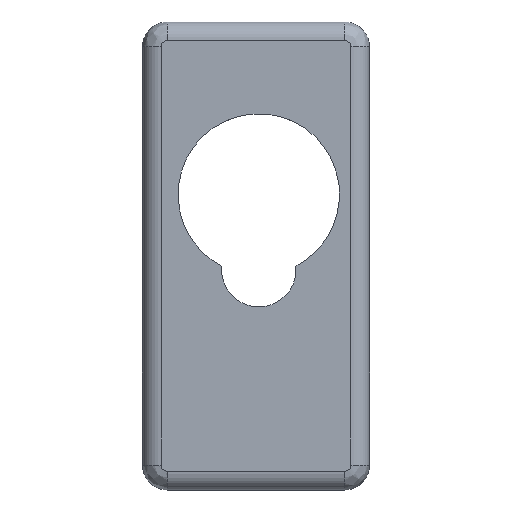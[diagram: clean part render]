
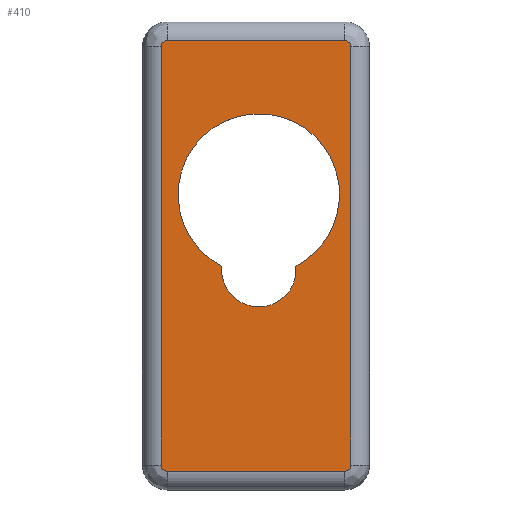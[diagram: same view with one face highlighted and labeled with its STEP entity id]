
A CAD part, top view. The second image highlights one B-rep face of the part: STEP entity #410.
In plain terms, the highlighted planar face has unit normal (0, 0, 1).
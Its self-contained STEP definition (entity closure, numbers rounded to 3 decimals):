
#15=FACE_BOUND('',#71,.T.);
#20=PLANE('',#451);
#45=FACE_OUTER_BOUND('',#70,.T.);
#70=EDGE_LOOP('',(#320,#321,#322,#323,#324,#325,#326,#327));
#71=EDGE_LOOP('',(#328,#329));
#87=LINE('',#605,#121);
#88=LINE('',#624,#122);
#90=LINE('',#644,#124);
#92=LINE('',#664,#126);
#121=VECTOR('',#479,10.);
#122=VECTOR('',#490,10.);
#124=VECTOR('',#502,10.);
#126=VECTOR('',#514,10.);
#157=CIRCLE('',#429,0.5);
#161=CIRCLE('',#434,0.5);
#165=CIRCLE('',#439,0.5);
#168=CIRCLE('',#443,0.5);
#172=CIRCLE('',#452,3.);
#173=CIRCLE('',#453,6.5);
#178=VERTEX_POINT('',#598);
#181=VERTEX_POINT('',#603);
#183=VERTEX_POINT('',#616);
#185=VERTEX_POINT('',#622);
#187=VERTEX_POINT('',#636);
#189=VERTEX_POINT('',#642);
#191=VERTEX_POINT('',#656);
#193=VERTEX_POINT('',#662);
#199=VERTEX_POINT('',#696);
#200=VERTEX_POINT('',#697);
#217=EDGE_CURVE('',#181,#178,#87,.T.);
#219=EDGE_CURVE('',#183,#181,#157,.T.);
#222=EDGE_CURVE('',#185,#183,#88,.T.);
#225=EDGE_CURVE('',#187,#185,#161,.T.);
#228=EDGE_CURVE('',#189,#187,#90,.T.);
#231=EDGE_CURVE('',#191,#189,#165,.T.);
#234=EDGE_CURVE('',#193,#191,#92,.T.);
#236=EDGE_CURVE('',#178,#193,#168,.T.);
#247=EDGE_CURVE('',#199,#200,#172,.T.);
#248=EDGE_CURVE('',#200,#199,#173,.T.);
#320=ORIENTED_EDGE('',*,*,#217,.F.);
#321=ORIENTED_EDGE('',*,*,#219,.F.);
#322=ORIENTED_EDGE('',*,*,#222,.F.);
#323=ORIENTED_EDGE('',*,*,#225,.F.);
#324=ORIENTED_EDGE('',*,*,#228,.F.);
#325=ORIENTED_EDGE('',*,*,#231,.F.);
#326=ORIENTED_EDGE('',*,*,#234,.F.);
#327=ORIENTED_EDGE('',*,*,#236,.F.);
#328=ORIENTED_EDGE('',*,*,#247,.T.);
#329=ORIENTED_EDGE('',*,*,#248,.T.);
#410=ADVANCED_FACE('',(#45,#15),#20,.T.);
#429=AXIS2_PLACEMENT_3D('',#618,#482,#483);
#434=AXIS2_PLACEMENT_3D('',#638,#494,#495);
#439=AXIS2_PLACEMENT_3D('',#658,#506,#507);
#443=AXIS2_PLACEMENT_3D('',#675,#516,#517);
#451=AXIS2_PLACEMENT_3D('',#695,#539,#540);
#452=AXIS2_PLACEMENT_3D('',#698,#541,#542);
#453=AXIS2_PLACEMENT_3D('',#699,#543,#544);
#479=DIRECTION('',(-1.,0.,0.));
#482=DIRECTION('center_axis',(0.,0.,-1.));
#483=DIRECTION('ref_axis',(0.707,-0.707,0.));
#490=DIRECTION('',(0.,-1.,0.));
#494=DIRECTION('center_axis',(0.,0.,-1.));
#495=DIRECTION('ref_axis',(0.707,0.707,0.));
#502=DIRECTION('',(1.,0.,0.));
#506=DIRECTION('center_axis',(0.,0.,-1.));
#507=DIRECTION('ref_axis',(-0.707,0.707,0.));
#514=DIRECTION('',(0.,1.,0.));
#516=DIRECTION('center_axis',(0.,0.,-1.));
#517=DIRECTION('ref_axis',(-0.707,-0.707,0.));
#539=DIRECTION('center_axis',(0.,0.,1.));
#540=DIRECTION('ref_axis',(-1.,0.,0.));
#541=DIRECTION('center_axis',(0.,0.,-1.));
#542=DIRECTION('ref_axis',(-1.,0.,0.));
#543=DIRECTION('center_axis',(0.,0.,-1.));
#544=DIRECTION('ref_axis',(-1.,0.,0.));
#598=CARTESIAN_POINT('',(-7.364,-21.848,35.79));
#603=CARTESIAN_POINT('',(6.917,-21.848,35.79));
#605=CARTESIAN_POINT('',(-3.794,-21.848,35.79));
#616=CARTESIAN_POINT('',(7.417,-21.348,35.79));
#618=CARTESIAN_POINT('Origin',(6.917,-21.348,35.79));
#622=CARTESIAN_POINT('',(7.417,12.325,35.79));
#624=CARTESIAN_POINT('',(7.417,-12.929,35.79));
#636=CARTESIAN_POINT('',(6.917,12.825,35.79));
#638=CARTESIAN_POINT('Origin',(6.917,12.325,35.79));
#642=CARTESIAN_POINT('',(-7.364,12.825,35.79));
#644=CARTESIAN_POINT('',(3.346,12.825,35.79));
#656=CARTESIAN_POINT('',(-7.864,12.325,35.79));
#658=CARTESIAN_POINT('Origin',(-7.364,12.325,35.79));
#662=CARTESIAN_POINT('',(-7.864,-21.348,35.79));
#664=CARTESIAN_POINT('',(-7.864,3.907,35.79));
#675=CARTESIAN_POINT('Origin',(-7.364,-21.348,35.79));
#695=CARTESIAN_POINT('Origin',(-0.224,-4.511,35.79));
#696=CARTESIAN_POINT('',(2.989,-5.335,35.79));
#697=CARTESIAN_POINT('',(-2.985,-5.335,35.79));
#698=CARTESIAN_POINT('Origin',(0.002,-5.612,35.79));
#699=CARTESIAN_POINT('Origin',(0.002,0.438,35.79));
